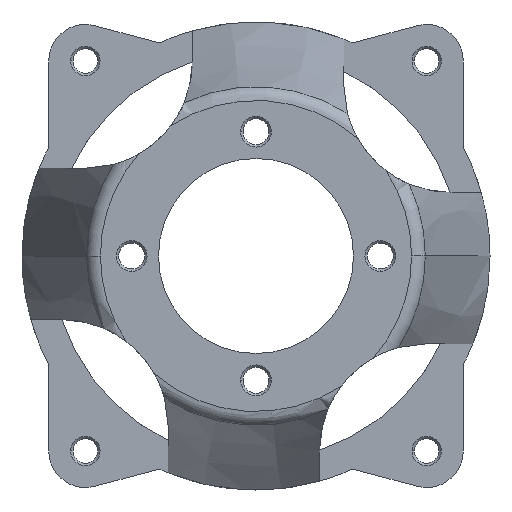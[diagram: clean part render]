
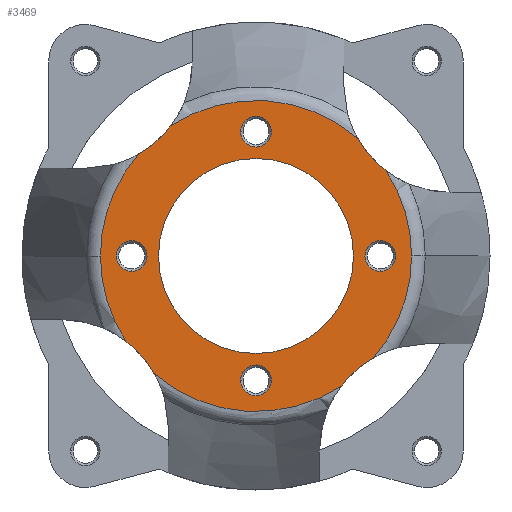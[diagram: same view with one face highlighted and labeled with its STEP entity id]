
A CAD part, left-side view. The second image highlights one B-rep face of the part: STEP entity #3469.
In plain terms, the highlighted planar face has unit normal (-1, 0, 0).
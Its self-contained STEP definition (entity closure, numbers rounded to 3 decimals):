
#55=CARTESIAN_POINT('Axis2P3D Location',(0.,0.,0.)) ;
#59=CARTESIAN_POINT('Vertex',(0.,20.,0.)) ;
#61=CARTESIAN_POINT('Vertex',(0.,-20.,0.)) ;
#90=CARTESIAN_POINT('Axis2P3D Location',(0.,0.,0.)) ;
#131=CARTESIAN_POINT('Vertex',(0.,17.487,26.685)) ;
#134=CARTESIAN_POINT('Axis2P3D Location',(0.,0.,0.)) ;
#138=CARTESIAN_POINT('Vertex',(0.,-20.874,24.128)) ;
#159=CARTESIAN_POINT('Axis2P3D Location',(0.,0.,0.)) ;
#163=CARTESIAN_POINT('Vertex',(0.,-26.685,17.487)) ;
#165=CARTESIAN_POINT('Vertex',(0.,-31.904,0.)) ;
#212=CARTESIAN_POINT('Axis2P3D Location',(0.,0.,0.)) ;
#216=CARTESIAN_POINT('Vertex',(0.,-24.128,-20.874)) ;
#237=CARTESIAN_POINT('Axis2P3D Location',(0.,0.,0.)) ;
#241=CARTESIAN_POINT('Vertex',(0.,-17.487,-26.685)) ;
#243=CARTESIAN_POINT('Vertex',(0.,20.874,-24.128)) ;
#284=CARTESIAN_POINT('Axis2P3D Location',(0.,0.,0.)) ;
#288=CARTESIAN_POINT('Vertex',(0.,26.685,-17.487)) ;
#290=CARTESIAN_POINT('Vertex',(0.,31.904,0.)) ;
#332=CARTESIAN_POINT('Axis2P3D Location',(0.,0.,0.)) ;
#336=CARTESIAN_POINT('Vertex',(0.,24.128,20.874)) ;
#1827=CARTESIAN_POINT('Axis2P3D Location',(0.,35.,40.)) ;
#1905=CARTESIAN_POINT('Axis2P3D Location',(0.,-40.,35.)) ;
#1981=CARTESIAN_POINT('Axis2P3D Location',(0.,-35.,-40.)) ;
#2057=CARTESIAN_POINT('Axis2P3D Location',(0.,40.,-35.)) ;
#3154=CARTESIAN_POINT('Vertex',(0.,-3.15,25.5)) ;
#3161=CARTESIAN_POINT('Vertex',(0.,3.15,25.5)) ;
#3164=CARTESIAN_POINT('Axis2P3D Location',(0.,0.,25.5)) ;
#3181=CARTESIAN_POINT('Axis2P3D Location',(0.,0.,25.5)) ;
#3245=CARTESIAN_POINT('Vertex',(0.,25.5,3.15)) ;
#3252=CARTESIAN_POINT('Vertex',(0.,25.5,-3.15)) ;
#3255=CARTESIAN_POINT('Axis2P3D Location',(0.,25.5,0.)) ;
#3272=CARTESIAN_POINT('Axis2P3D Location',(0.,25.5,0.)) ;
#3336=CARTESIAN_POINT('Vertex',(0.,3.15,-25.5)) ;
#3343=CARTESIAN_POINT('Vertex',(0.,-3.15,-25.5)) ;
#3346=CARTESIAN_POINT('Axis2P3D Location',(0.,0.,-25.5)) ;
#3363=CARTESIAN_POINT('Axis2P3D Location',(0.,0.,-25.5)) ;
#3418=CARTESIAN_POINT('Axis2P3D Location',(0.,20.,0.)) ;
#3435=CARTESIAN_POINT('Axis2P3D Location',(0.,-25.5,0.)) ;
#3439=CARTESIAN_POINT('Vertex',(0.,-25.5,-3.15)) ;
#3441=CARTESIAN_POINT('Vertex',(0.,-25.5,3.15)) ;
#3444=CARTESIAN_POINT('Axis2P3D Location',(0.,-25.5,0.)) ;
#56=DIRECTION('Axis2P3D Direction',(1.,0.,0.)) ;
#91=DIRECTION('Axis2P3D Direction',(1.,0.,0.)) ;
#135=DIRECTION('Axis2P3D Direction',(1.,-0.,0.)) ;
#160=DIRECTION('Axis2P3D Direction',(1.,-0.,0.)) ;
#213=DIRECTION('Axis2P3D Direction',(1.,0.,-0.)) ;
#238=DIRECTION('Axis2P3D Direction',(1.,0.,-0.)) ;
#285=DIRECTION('Axis2P3D Direction',(1.,0.,-0.)) ;
#333=DIRECTION('Axis2P3D Direction',(1.,-0.,0.)) ;
#1828=DIRECTION('Axis2P3D Direction',(1.,0.,0.)) ;
#1906=DIRECTION('Axis2P3D Direction',(1.,0.,-0.)) ;
#1982=DIRECTION('Axis2P3D Direction',(1.,0.,0.)) ;
#2058=DIRECTION('Axis2P3D Direction',(1.,0.,0.)) ;
#3165=DIRECTION('Axis2P3D Direction',(1.,0.,0.)) ;
#3182=DIRECTION('Axis2P3D Direction',(1.,0.,0.)) ;
#3256=DIRECTION('Axis2P3D Direction',(1.,0.,0.)) ;
#3273=DIRECTION('Axis2P3D Direction',(1.,0.,0.)) ;
#3347=DIRECTION('Axis2P3D Direction',(1.,0.,0.)) ;
#3364=DIRECTION('Axis2P3D Direction',(1.,0.,0.)) ;
#3419=DIRECTION('Axis2P3D Direction',(1.,0.,0.)) ;
#3420=DIRECTION('Axis2P3D XDirection',(0.,1.,0.)) ;
#3436=DIRECTION('Axis2P3D Direction',(1.,0.,0.)) ;
#3445=DIRECTION('Axis2P3D Direction',(1.,0.,0.)) ;
#57=AXIS2_PLACEMENT_3D('Circle Axis2P3D',#55,#56,$) ;
#92=AXIS2_PLACEMENT_3D('Circle Axis2P3D',#90,#91,$) ;
#136=AXIS2_PLACEMENT_3D('Circle Axis2P3D',#134,#135,$) ;
#161=AXIS2_PLACEMENT_3D('Circle Axis2P3D',#159,#160,$) ;
#214=AXIS2_PLACEMENT_3D('Circle Axis2P3D',#212,#213,$) ;
#239=AXIS2_PLACEMENT_3D('Circle Axis2P3D',#237,#238,$) ;
#286=AXIS2_PLACEMENT_3D('Circle Axis2P3D',#284,#285,$) ;
#334=AXIS2_PLACEMENT_3D('Circle Axis2P3D',#332,#333,$) ;
#1829=AXIS2_PLACEMENT_3D('Circle Axis2P3D',#1827,#1828,$) ;
#1907=AXIS2_PLACEMENT_3D('Circle Axis2P3D',#1905,#1906,$) ;
#1983=AXIS2_PLACEMENT_3D('Circle Axis2P3D',#1981,#1982,$) ;
#2059=AXIS2_PLACEMENT_3D('Circle Axis2P3D',#2057,#2058,$) ;
#3166=AXIS2_PLACEMENT_3D('Circle Axis2P3D',#3164,#3165,$) ;
#3183=AXIS2_PLACEMENT_3D('Circle Axis2P3D',#3181,#3182,$) ;
#3257=AXIS2_PLACEMENT_3D('Circle Axis2P3D',#3255,#3256,$) ;
#3274=AXIS2_PLACEMENT_3D('Circle Axis2P3D',#3272,#3273,$) ;
#3348=AXIS2_PLACEMENT_3D('Circle Axis2P3D',#3346,#3347,$) ;
#3365=AXIS2_PLACEMENT_3D('Circle Axis2P3D',#3363,#3364,$) ;
#3421=AXIS2_PLACEMENT_3D('Plane Axis2P3D',#3418,#3419,#3420) ;
#3437=AXIS2_PLACEMENT_3D('Circle Axis2P3D',#3435,#3436,$) ;
#3446=AXIS2_PLACEMENT_3D('Circle Axis2P3D',#3444,#3445,$) ;
#58=CIRCLE('generated circle',#57,20.) ;
#93=CIRCLE('generated circle',#92,20.) ;
#137=CIRCLE('generated circle',#136,31.904) ;
#162=CIRCLE('generated circle',#161,31.904) ;
#215=CIRCLE('generated circle',#214,31.904) ;
#240=CIRCLE('generated circle',#239,31.904) ;
#287=CIRCLE('generated circle',#286,31.904) ;
#335=CIRCLE('generated circle',#334,31.904) ;
#1830=CIRCLE('generated circle',#1829,22.) ;
#1908=CIRCLE('generated circle',#1907,22.) ;
#1984=CIRCLE('generated circle',#1983,22.) ;
#2060=CIRCLE('generated circle',#2059,22.) ;
#3167=CIRCLE('generated circle',#3166,3.15) ;
#3184=CIRCLE('generated circle',#3183,3.15) ;
#3258=CIRCLE('generated circle',#3257,3.15) ;
#3275=CIRCLE('generated circle',#3274,3.15) ;
#3349=CIRCLE('generated circle',#3348,3.15) ;
#3366=CIRCLE('generated circle',#3365,3.15) ;
#3438=CIRCLE('generated circle',#3437,3.15) ;
#3447=CIRCLE('generated circle',#3446,3.15) ;
#3422=PLANE('',#3421) ;
#3452=FACE_BOUND('',#3449,.T.) ;
#3456=FACE_BOUND('',#3453,.T.) ;
#3460=FACE_BOUND('',#3457,.T.) ;
#3464=FACE_BOUND('',#3461,.T.) ;
#3468=FACE_BOUND('',#3465,.T.) ;
#63=EDGE_CURVE('',#60,#62,#58,.T.) ;
#94=EDGE_CURVE('',#62,#60,#93,.T.) ;
#140=EDGE_CURVE('',#132,#139,#137,.T.) ;
#167=EDGE_CURVE('',#164,#166,#162,.T.) ;
#218=EDGE_CURVE('',#166,#217,#215,.T.) ;
#245=EDGE_CURVE('',#242,#244,#240,.T.) ;
#292=EDGE_CURVE('',#289,#291,#287,.T.) ;
#338=EDGE_CURVE('',#291,#337,#335,.T.) ;
#1831=EDGE_CURVE('',#132,#337,#1830,.T.) ;
#1909=EDGE_CURVE('',#164,#139,#1908,.T.) ;
#1985=EDGE_CURVE('',#242,#217,#1984,.T.) ;
#2061=EDGE_CURVE('',#289,#244,#2060,.T.) ;
#3168=EDGE_CURVE('',#3155,#3162,#3167,.T.) ;
#3185=EDGE_CURVE('',#3162,#3155,#3184,.T.) ;
#3259=EDGE_CURVE('',#3246,#3253,#3258,.T.) ;
#3276=EDGE_CURVE('',#3253,#3246,#3275,.T.) ;
#3350=EDGE_CURVE('',#3337,#3344,#3349,.T.) ;
#3367=EDGE_CURVE('',#3344,#3337,#3366,.T.) ;
#3443=EDGE_CURVE('',#3440,#3442,#3438,.T.) ;
#3448=EDGE_CURVE('',#3442,#3440,#3447,.T.) ;
#3424=ORIENTED_EDGE('',*,*,#1909,.T.) ;
#3425=ORIENTED_EDGE('',*,*,#140,.F.) ;
#3426=ORIENTED_EDGE('',*,*,#1831,.T.) ;
#3427=ORIENTED_EDGE('',*,*,#338,.F.) ;
#3428=ORIENTED_EDGE('',*,*,#292,.F.) ;
#3429=ORIENTED_EDGE('',*,*,#2061,.T.) ;
#3430=ORIENTED_EDGE('',*,*,#245,.F.) ;
#3431=ORIENTED_EDGE('',*,*,#1985,.T.) ;
#3432=ORIENTED_EDGE('',*,*,#218,.F.) ;
#3433=ORIENTED_EDGE('',*,*,#167,.F.) ;
#3450=ORIENTED_EDGE('',*,*,#3443,.T.) ;
#3451=ORIENTED_EDGE('',*,*,#3448,.T.) ;
#3454=ORIENTED_EDGE('',*,*,#3350,.T.) ;
#3455=ORIENTED_EDGE('',*,*,#3367,.T.) ;
#3458=ORIENTED_EDGE('',*,*,#3259,.T.) ;
#3459=ORIENTED_EDGE('',*,*,#3276,.T.) ;
#3462=ORIENTED_EDGE('',*,*,#3168,.T.) ;
#3463=ORIENTED_EDGE('',*,*,#3185,.T.) ;
#3466=ORIENTED_EDGE('',*,*,#94,.T.) ;
#3467=ORIENTED_EDGE('',*,*,#63,.T.) ;
#3423=EDGE_LOOP('',(#3424,#3425,#3426,#3427,#3428,#3429,#3430,#3431,#3432,#3433)) ;
#3449=EDGE_LOOP('',(#3450,#3451)) ;
#3453=EDGE_LOOP('',(#3454,#3455)) ;
#3457=EDGE_LOOP('',(#3458,#3459)) ;
#3461=EDGE_LOOP('',(#3462,#3463)) ;
#3465=EDGE_LOOP('',(#3466,#3467)) ;
#60=VERTEX_POINT('',#59) ;
#62=VERTEX_POINT('',#61) ;
#132=VERTEX_POINT('',#131) ;
#139=VERTEX_POINT('',#138) ;
#164=VERTEX_POINT('',#163) ;
#166=VERTEX_POINT('',#165) ;
#217=VERTEX_POINT('',#216) ;
#242=VERTEX_POINT('',#241) ;
#244=VERTEX_POINT('',#243) ;
#289=VERTEX_POINT('',#288) ;
#291=VERTEX_POINT('',#290) ;
#337=VERTEX_POINT('',#336) ;
#3155=VERTEX_POINT('',#3154) ;
#3162=VERTEX_POINT('',#3161) ;
#3246=VERTEX_POINT('',#3245) ;
#3253=VERTEX_POINT('',#3252) ;
#3337=VERTEX_POINT('',#3336) ;
#3344=VERTEX_POINT('',#3343) ;
#3440=VERTEX_POINT('',#3439) ;
#3442=VERTEX_POINT('',#3441) ;
#3469=ADVANCED_FACE('PartBody',(#3434,#3452,#3456,#3460,#3464,#3468),#3422,.F.) ;
#3434=FACE_OUTER_BOUND('',#3423,.T.) ;
